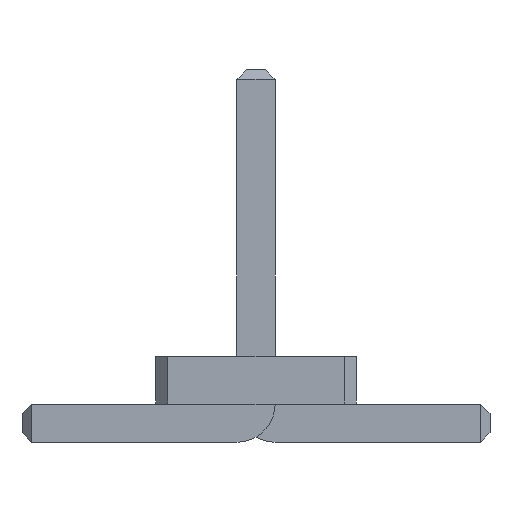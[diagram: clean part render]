
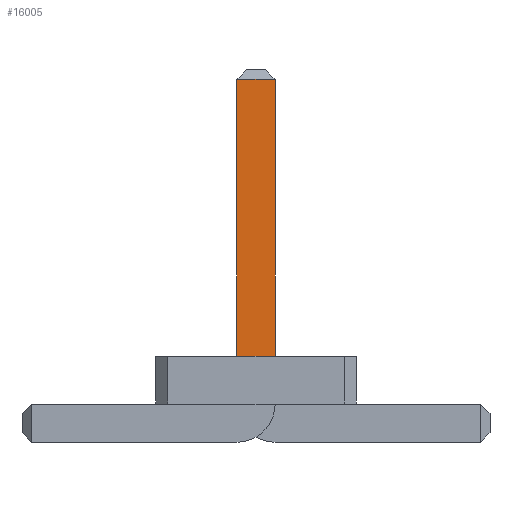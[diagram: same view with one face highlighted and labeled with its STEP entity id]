
A CAD part, front view. The second image highlights one B-rep face of the part: STEP entity #16005.
In plain terms, the highlighted planar face has unit normal (0, -1, 0).
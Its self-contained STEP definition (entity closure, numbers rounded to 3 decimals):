
#5969 = VERTEX_POINT('',#5970);
#5970 = CARTESIAN_POINT('',(-0.2,-20.52,0.9));
#5976 = EDGE_CURVE('',#5969,#5977,#5979,.T.);
#5977 = VERTEX_POINT('',#5978);
#5978 = CARTESIAN_POINT('',(0.2,-20.52,0.9));
#5979 = LINE('',#5980,#5981);
#5980 = CARTESIAN_POINT('',(-0.362,-20.52,0.9));
#5981 = VECTOR('',#5982,1.);
#5982 = DIRECTION('',(1.,0.,0.));
#15939 = VERTEX_POINT('',#15940);
#15940 = CARTESIAN_POINT('',(-0.2,-20.52,3.8));
#15946 = EDGE_CURVE('',#15939,#5969,#15947,.T.);
#15947 = LINE('',#15948,#15949);
#15948 = CARTESIAN_POINT('',(-0.2,-20.52,3.9));
#15949 = VECTOR('',#15950,1.);
#15950 = DIRECTION('',(0.,0.,-1.));
#15987 = EDGE_CURVE('',#5977,#15988,#15990,.T.);
#15988 = VERTEX_POINT('',#15989);
#15989 = CARTESIAN_POINT('',(0.2,-20.52,3.8));
#15990 = LINE('',#15991,#15992);
#15991 = CARTESIAN_POINT('',(0.2,-20.52,0.));
#15992 = VECTOR('',#15993,1.);
#15993 = DIRECTION('',(0.,0.,1.));
#16005 = ADVANCED_FACE('',(#16006),#16017,.F.);
#16006 = FACE_BOUND('',#16007,.F.);
#16007 = EDGE_LOOP('',(#16008,#16009,#16010,#16011));
#16008 = ORIENTED_EDGE('',*,*,#15987,.F.);
#16009 = ORIENTED_EDGE('',*,*,#5976,.F.);
#16010 = ORIENTED_EDGE('',*,*,#15946,.F.);
#16011 = ORIENTED_EDGE('',*,*,#16012,.F.);
#16012 = EDGE_CURVE('',#15988,#15939,#16013,.T.);
#16013 = LINE('',#16014,#16015);
#16014 = CARTESIAN_POINT('',(0.2,-20.52,3.8));
#16015 = VECTOR('',#16016,1.);
#16016 = DIRECTION('',(-1.,0.,0.));
#16017 = PLANE('',#16018);
#16018 = AXIS2_PLACEMENT_3D('',#16019,#16020,#16021);
#16019 = CARTESIAN_POINT('',(0.2,-20.52,3.9));
#16020 = DIRECTION('',(0.,1.,0.));
#16021 = DIRECTION('',(0.,0.,1.));
